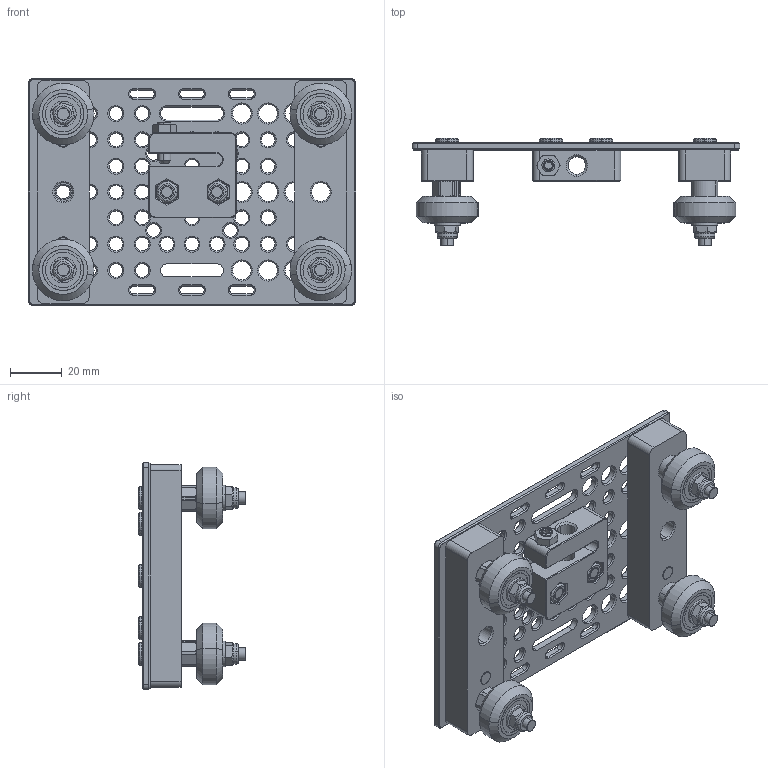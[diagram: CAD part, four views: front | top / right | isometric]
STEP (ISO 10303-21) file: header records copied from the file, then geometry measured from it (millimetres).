
FILE_DESCRIPTION (( 'STEP AP214' ), '1' );
FILE_NAME ('Êîìïëåêò ïîðòàëüíîé ïëàñòèíû äëÿ ïðîôèëÿ 127x88.STEP', '2021-09-01T13:31:14', ( 'Windows User' ), ( '' ), 'SwSTEP 2.0', 'SolidWorks 2021', '' );
FILE_SCHEMA (( 'AUTOMOTIVE_DESIGN' ));
Length unit declared in the file: millimetre
Products named in the file (16): A180 Ïîäøèïíèê 625rs, O 5  O 16; A141 Âèíò ñ ïëîñêîé ãîëîâêîé è âíóòð. øåñòèãðàííèêîì M5õ15_00; Êîìïëåêò ïîðòàëüíîé ïëàñòèíû äëÿ ïðîôèëÿ 127x88; A146 Âèíò ñ ïëîñêîé ãîëîâêîé è âíóòð. øåñòèãðàííèêîì M5õ40; A233 Õîäîâàÿ ãàéêà áåçëþôòîâàÿ 33x34_00; A229 Ñàìîêîíòðÿùàÿñÿ ãàéêà M5_00; A173 栖闉罻 豂錒罻_00; A157 Äèñòàíöèîííûé áëîê 20õ86_Žá­®¢ ; F39 Âèíò óñòàíîâî÷íûé DIN 916 Ì5 õ 16_M5(16); A195-Standartnyy-ekstsentrik-6-mm_-dlya-vinta-M5_podrobnaya-model__00; Ãàéêà Ì5, íèçêàÿ DIN 439, K32_00; A233 Õîäîâàÿ ãàéêà 33x34 äëÿ òðàïåö. âèíòà 8 ìì_Žá­®¢ ; A201 Äèñòàíöèîííàÿ âòóëêà 5õ6 ìì_00; A166 Ïëàñòèíà ïîðòàëüíàÿ 127õ88 äëÿ ðîëèêîâ_00; A173 Ñòàíäàðòíûé ïëàñòèêîâûé óñèëåííûé ðîëèê äëÿ V-ïàçà; A211 Âûñîêîòî÷íàÿ äèñòàíöèîííàÿ øàéáà 5 ìì_00
Assembly tree (39 placements, depth 3):
  Êîìïëåêò ïîðòàëüíîé ïëàñòèíû äëÿ ïðîôèëÿ 127x88
    A166 Ïëàñòèíà ïîðòàëüíàÿ 127õ88 äëÿ ðîëèêîâ_00
    A141 Âèíò ñ ïëîñêîé ãîëîâêîé è âíóòð. øåñòèãðàííèêîì M5õ15_00  x6
    A157 Äèñòàíöèîííûé áëîê 20õ86_Žá­®¢   x2
    A146 Âèíò ñ ïëîñêîé ãîëîâêîé è âíóòð. øåñòèãðàííèêîì M5õ40  x4
    A195-Standartnyy-ekstsentrik-6-mm_-dlya-vinta-M5_podrobnaya-model__00  x2
    A211 Âûñîêîòî÷íàÿ äèñòàíöèîííàÿ øàéáà 5 ìì_00  x4
    A173 栖闉罻 豂錒罻_00  x4
      A173 Ñòàíäàðòíûé ïëàñòèêîâûé óñèëåííûé ðîëèê äëÿ V-ïàçà
      A180 Ïîäøèïíèê 625rs, O 5  O 16
      A211 Âûñîêîòî÷íàÿ äèñòàíöèîííàÿ øàéáà 5 ìì_00
    A229 Ñàìîêîíòðÿùàÿñÿ ãàéêà M5_00  x6
    A201 Äèñòàíöèîííàÿ âòóëêà 5õ6 ìì_00  x2
    A233 Õîäîâàÿ ãàéêà áåçëþôòîâàÿ 33x34_00
      A233 Õîäîâàÿ ãàéêà 33x34 äëÿ òðàïåö. âèíòà 8 ìì_Žá­®¢ 
      F39 Âèíò óñòàíîâî÷íûé DIN 916 Ì5 õ 16_M5(16)
      Ãàéêà Ì5, íèçêàÿ DIN 439, K32_00
Bounding box: 127 x 41.5 x 88 mm (x, y, z)
Volume: 98660.6 mm3; surface area: 64496.3 mm2
Topology: 46 solids, 46 shells, 1485 faces, 3406 edges, 2078 vertices
Faces by surface type: cone 512, cylinder 492, plane 409, torus 72
Entity records: 27218 total; most frequent: CARTESIAN_POINT 4926, DIRECTION 4665, ORIENTED_EDGE 4108, EDGE_CURVE 2054, AXIS2_PLACEMENT_3D 1829, VERTEX_POINT 1224, EDGE_LOOP 1064, VECTOR 1007
